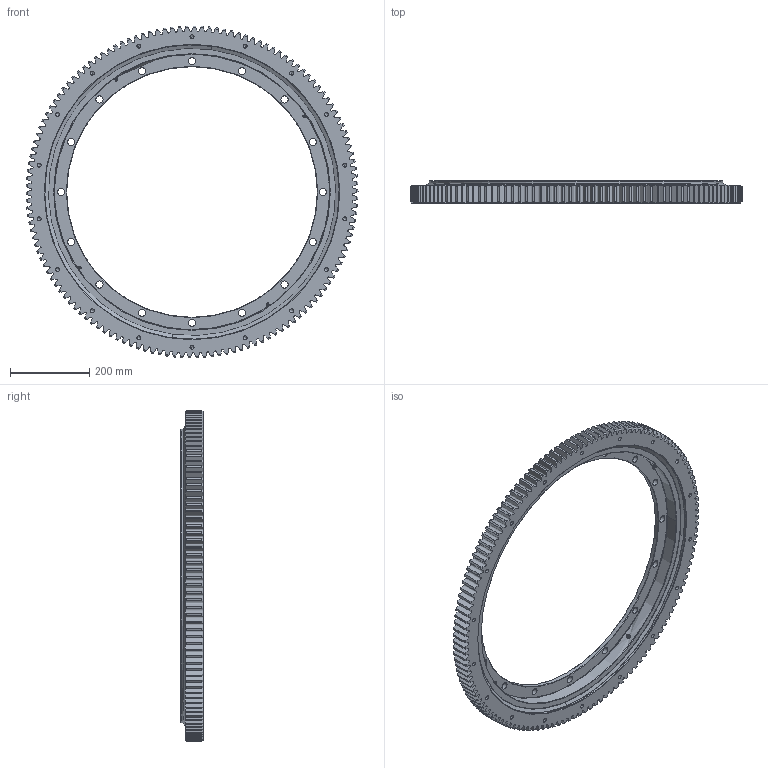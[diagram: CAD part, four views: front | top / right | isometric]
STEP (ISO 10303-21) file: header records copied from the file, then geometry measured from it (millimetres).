
FILE_DESCRIPTION (( 'STEP AP214' ), '1' );
FILE_NAME ('0028355.step', '2020-09-25T10:00:23', ( '' ), ( '' ), 'SwSTEP 2.0', 'SolidWorks 2018', '' );
FILE_SCHEMA (( 'AUTOMOTIVE_DESIGN' ));
Length unit declared in the file: millimetre
Products named in the file (1): 0028355
Bounding box: 840 x 56 x 839.96 mm (x, y, z)
Volume: 6064024.3 mm3; surface area: 1289042.1 mm2
Topology: 12 solids, 12 shells, 967 faces, 2648 edges, 1681 vertices
Faces by surface type: cone 407, cylinder 286, bspline 212, plane 62
Entity records: 81732 total; most frequent: CARTESIAN_POINT 48391, ORIENTED_EDGE 5156, DIRECTION 4194, EDGE_CURVE 2578, AXIS2_PLACEMENT_3D 1832, VERTEX_POINT 1681, CIRCLE 1076, EDGE_LOOP 1061
